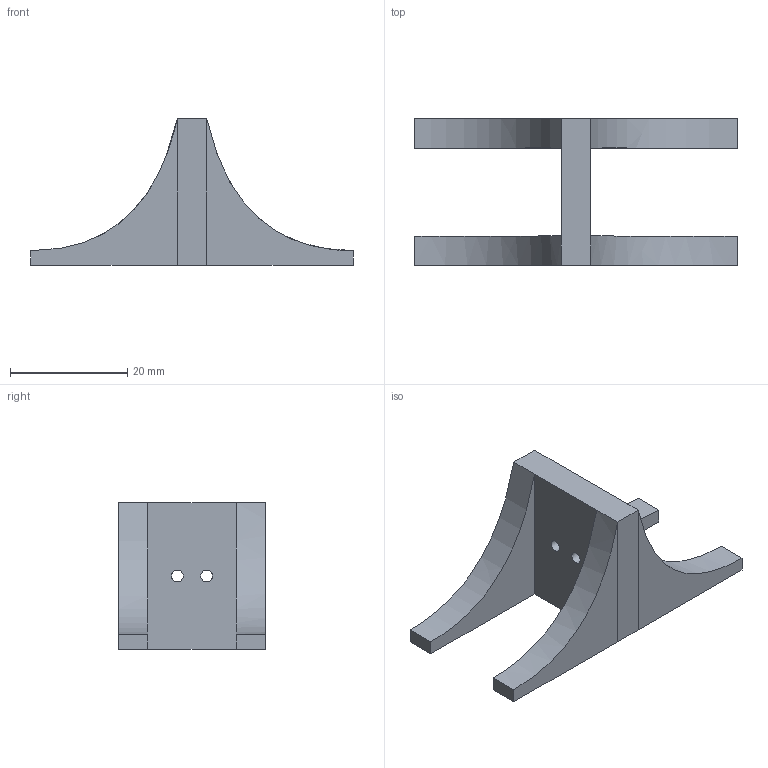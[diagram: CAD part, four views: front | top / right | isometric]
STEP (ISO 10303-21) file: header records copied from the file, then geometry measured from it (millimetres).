
FILE_DESCRIPTION(('FreeCAD Model'),'2;1');
FILE_NAME('Open CASCADE Shape Model','2024-10-23T19:58:00',('Author'),( ''),'Open CASCADE STEP processor 7.6','FreeCAD','Unknown');
FILE_SCHEMA(('AUTOMOTIVE_DESIGN { 1 0 10303 214 1 1 1 1 }'));
Length unit declared in the file: millimetre
Products named in the file (1): base
Bounding box: 55 x 25 x 25 mm (x, y, z)
Volume: 6968.6 mm3; surface area: 4138.7 mm2
Topology: 1 solids, 1 shells, 28 faces, 62 edges, 36 vertices
Faces by surface type: plane 22, extrusion 4, cylinder 2
Full cylindrical faces by diameter (mm): 2 x2
Entity records: 990 total; most frequent: CARTESIAN_POINT 361, ORIENTED_EDGE 124, DIRECTION 112, EDGE_CURVE 62, VECTOR 54, LINE 50, VERTEX_POINT 36, FACE_BOUND 32
